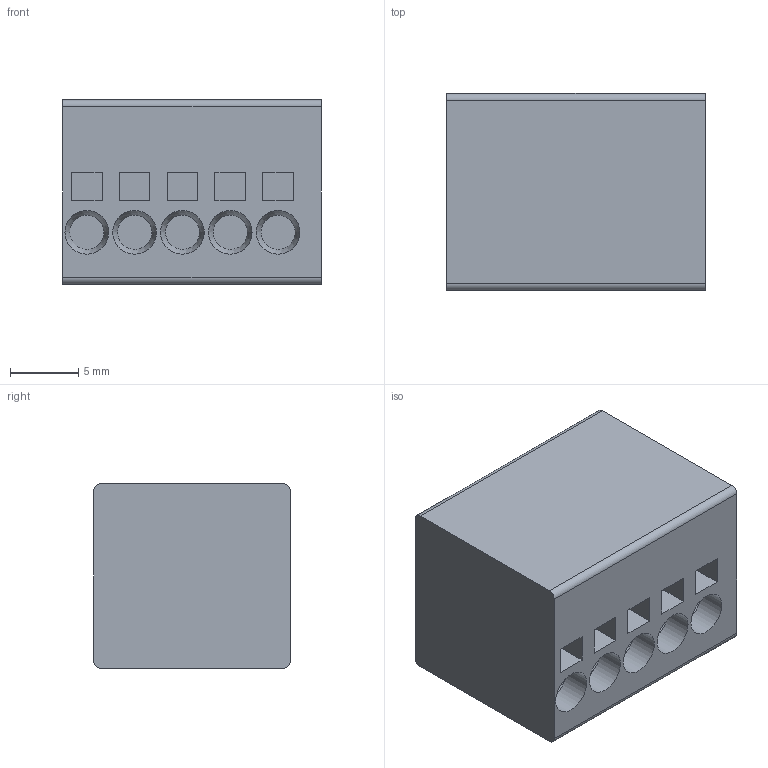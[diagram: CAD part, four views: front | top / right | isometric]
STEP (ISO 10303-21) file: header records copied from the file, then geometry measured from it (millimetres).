
FILE_DESCRIPTION(/* description */ ('model of PhoenixContact_SPT_1.5_5-H-3.5_1x05_P3.5_Horizontal_1990766'),/* implementation_level */ '2;1');
FILE_NAME(/* name */ 'PhoenixContact_SPT_1.5_5-H-3.5_1x05_P3.5_Horizontal_1990766.step',/* time_stamp */ '2020-09-21T11:44:17',/* author */ ('Joel',''),/* organization */ (''),/* preprocessor_version */ '',/* originating_system */ '',/* authorisation */ '');
FILE_SCHEMA(('AUTOMOTIVE_DESIGN { 1 0 10303 214 1 1 1 1 }'));
Length unit declared in the file: millimetre
Products named in the file (1): Shape0_40438867893425123
Bounding box: 18.9 x 14.4 x 13.5 mm (x, y, z)
Volume: 3485.9 mm3; surface area: 1690.4 mm2
Topology: 1 solids, 1 shells, 50 faces, 109 edges, 71 vertices
Faces by surface type: plane 36, cylinder 9, cone 5
Full cylindrical faces by diameter (mm): 3.2 x5
Entity records: 2821 total; most frequent: CARTESIAN_POINT 503, DIRECTION 443, LINE 286, VECTOR 286, ORIENTED_EDGE 218, PCURVE 218, DEFINITIONAL_REPRESENTATION 218, EDGE_CURVE 109
